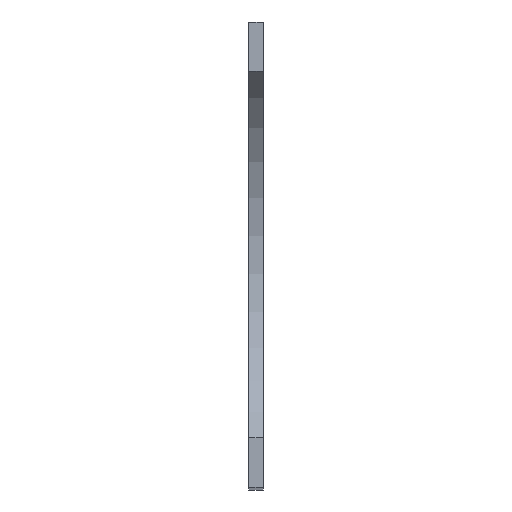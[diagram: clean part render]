
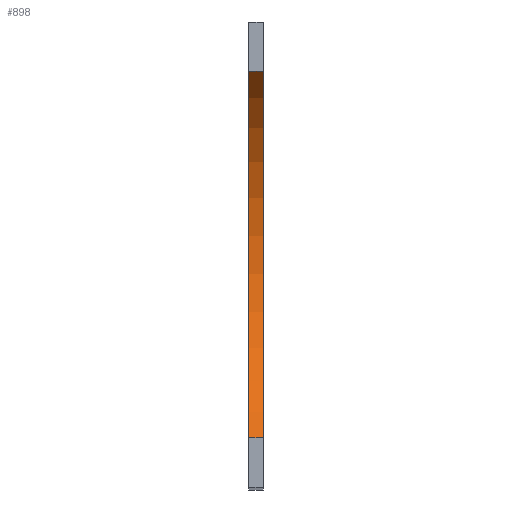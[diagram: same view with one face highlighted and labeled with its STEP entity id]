
A CAD part, top view. The second image highlights one B-rep face of the part: STEP entity #898.
In plain terms, the highlighted cylindrical face has radius 47 mm (diameter 94 mm), a partial arc.
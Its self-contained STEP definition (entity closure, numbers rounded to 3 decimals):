
#114=FACE_OUTER_BOUND('',#156,.T.);
#156=EDGE_LOOP('',(#739,#740,#741,#742));
#264=LINE('',#1510,#324);
#265=LINE('',#1516,#325);
#324=VECTOR('',#1264,10.);
#325=VECTOR('',#1271,10.);
#389=CIRCLE('',#1013,47.);
#390=CIRCLE('',#1014,47.);
#465=VERTEX_POINT('',#1506);
#466=VERTEX_POINT('',#1508);
#467=VERTEX_POINT('',#1512);
#468=VERTEX_POINT('',#1514);
#582=EDGE_CURVE('',#465,#466,#264,.T.);
#583=EDGE_CURVE('',#465,#467,#389,.T.);
#584=EDGE_CURVE('',#468,#466,#390,.T.);
#585=EDGE_CURVE('',#467,#468,#265,.T.);
#739=ORIENTED_EDGE('',*,*,#583,.F.);
#740=ORIENTED_EDGE('',*,*,#582,.T.);
#741=ORIENTED_EDGE('',*,*,#584,.F.);
#742=ORIENTED_EDGE('',*,*,#585,.F.);
#860=CYLINDRICAL_SURFACE('',#1012,47.);
#898=ADVANCED_FACE('',(#114),#860,.F.);
#1012=AXIS2_PLACEMENT_3D('',#1511,#1265,#1266);
#1013=AXIS2_PLACEMENT_3D('',#1513,#1267,#1268);
#1014=AXIS2_PLACEMENT_3D('',#1515,#1269,#1270);
#1264=DIRECTION('',(1.,0.,0.));
#1265=DIRECTION('center_axis',(1.,0.,0.));
#1266=DIRECTION('ref_axis',(0.,-1.,0.));
#1267=DIRECTION('center_axis',(1.,0.,0.));
#1268=DIRECTION('ref_axis',(0.,-1.,0.));
#1269=DIRECTION('center_axis',(-1.,0.,0.));
#1270=DIRECTION('ref_axis',(0.,-1.,0.));
#1271=DIRECTION('',(1.,0.,0.));
#1506=CARTESIAN_POINT('',(-71.477,-37.,416.017));
#1508=CARTESIAN_POINT('',(-68.477,-37.,416.017));
#1510=CARTESIAN_POINT('',(-71.477,-37.,416.017));
#1511=CARTESIAN_POINT('Origin',(-71.477,0.,
445.));
#1512=CARTESIAN_POINT('',(-71.477,37.,416.017));
#1513=CARTESIAN_POINT('Origin',(-71.477,0.,
445.));
#1514=CARTESIAN_POINT('',(-68.477,37.,416.017));
#1515=CARTESIAN_POINT('Origin',(-68.477,0.,
445.));
#1516=CARTESIAN_POINT('',(-71.477,37.,416.017));
